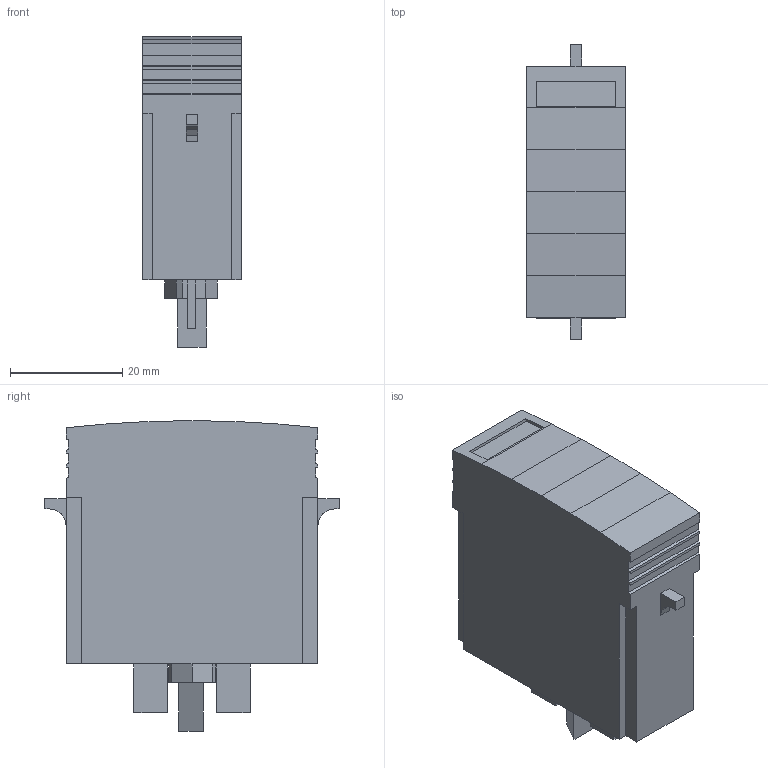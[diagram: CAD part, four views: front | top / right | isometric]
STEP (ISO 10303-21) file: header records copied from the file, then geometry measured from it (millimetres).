
FILE_DESCRIPTION(('Creo Elements/Direct Modeling STEP Export'),'2;1');
FILE_NAME('model.stp','2018-01-31T 8:03:02',(''),(''),'Creo Elements/Direct Modeling STEP processor for AP214 (Solid Model)','Creo Elements/Direct Modeling 18.1I 14-Aug-2016 (C) Parametric Technology GmbH','');
FILE_SCHEMA(('AUTOMOTIVE_DESIGN { 1 0 10303 214 1 1 1 1 }'));
Length unit declared in the file: millimetre
Products named in the file (2): F_MS_12_ST-select
Assembly tree (1 placements, depth 2):
  F_MS_12_ST-select
    F_MS_12_ST-select
Bounding box: 17.5 x 52.4 x 55.3 mm (x, y, z)
Volume: 33440.2 mm3; surface area: 7504.9 mm2
Topology: 1 solids, 1 shells, 94 faces, 255 edges, 170 vertices
Faces by surface type: plane 94
Entity records: 3686 total; most frequent: CARTESIAN_POINT 519, ORIENTED_EDGE 510, DIRECTION 443, VECTOR 255, LINE 255, EDGE_CURVE 255, VERTEX_POINT 170, EDGE_LOOP 101
